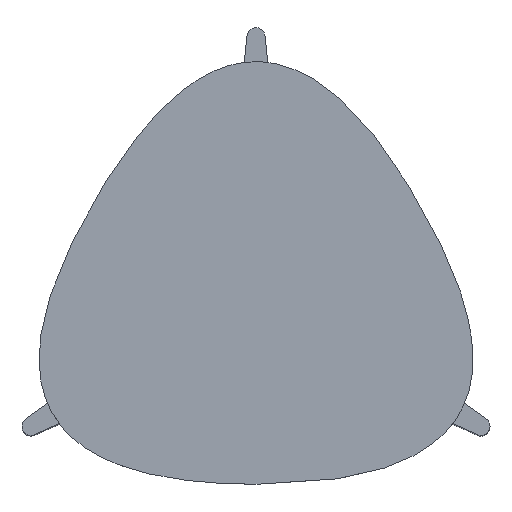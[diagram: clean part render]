
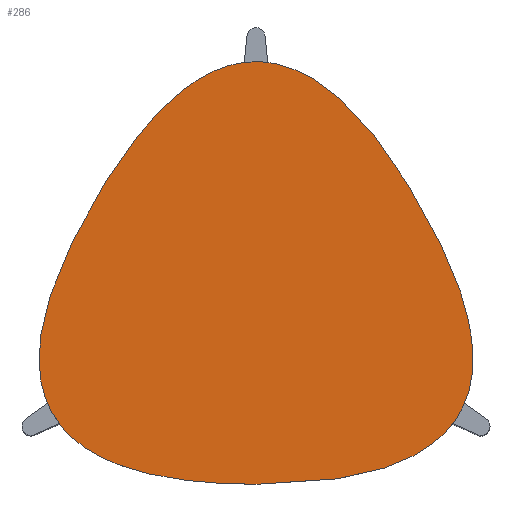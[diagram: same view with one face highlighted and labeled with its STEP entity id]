
A CAD part, top view. The second image highlights one B-rep face of the part: STEP entity #286.
In plain terms, the highlighted planar face has unit normal (0, 0, 1).
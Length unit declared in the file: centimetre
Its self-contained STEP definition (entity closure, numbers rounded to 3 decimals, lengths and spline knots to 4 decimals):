
#286=ADVANCED_FACE('',(#341),#1196,.T.);
#341=FACE_OUTER_BOUND('',#396,.T.);
#396=EDGE_LOOP('',(#472));
#472=ORIENTED_EDGE('',*,*,#705,.T.);
#705=EDGE_CURVE('',#1068,#1068,#932,.T.);
#932=B_SPLINE_CURVE_WITH_KNOTS('',3,(#1865,#1866,#1867,#1868,#1869,#1870,
#1871,#1872,#1873,#1874),.UNSPECIFIED.,.T.,.F.,(4,3,3,4),(-3.,-2.,-1.,0.),
 .UNSPECIFIED.);
#1068=VERTEX_POINT('',#1832);
#1196=PLANE('',#1272);
#1272=AXIS2_PLACEMENT_3D('',#1390,#1331,$);
#1331=DIRECTION('',(0.,0.,1.));
#1390=CARTESIAN_POINT('',(48.4093,-14.0543,48.35));
#1832=CARTESIAN_POINT('',(18.4175,-8.2103,48.35));
#1865=CARTESIAN_POINT('',(18.4175,-8.2103,48.35));
#1866=CARTESIAN_POINT('',(42.4111,-8.2103,48.35));
#1867=CARTESIAN_POINT('',(48.4092,2.1791,48.35));
#1868=CARTESIAN_POINT('',(36.4127,22.958,48.35));
#1869=CARTESIAN_POINT('',(24.4159,43.7368,48.35));
#1870=CARTESIAN_POINT('',(12.4194,43.7368,48.35));
#1871=CARTESIAN_POINT('',(0.4226,22.9577,48.35));
#1872=CARTESIAN_POINT('',(-11.5739,2.1791,48.35));
#1873=CARTESIAN_POINT('',(-5.5758,-8.2103,48.35));
#1874=CARTESIAN_POINT('',(18.4175,-8.2103,48.35));
